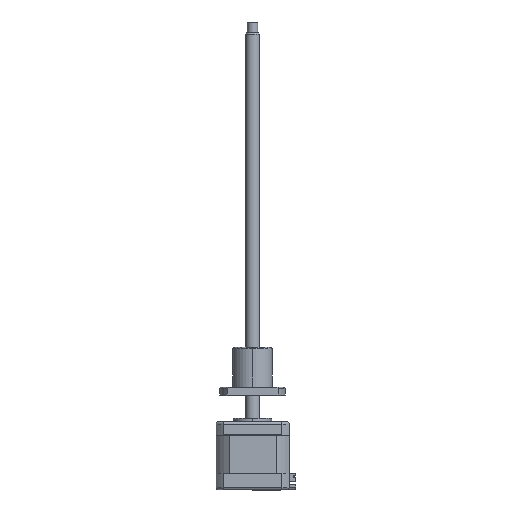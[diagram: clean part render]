
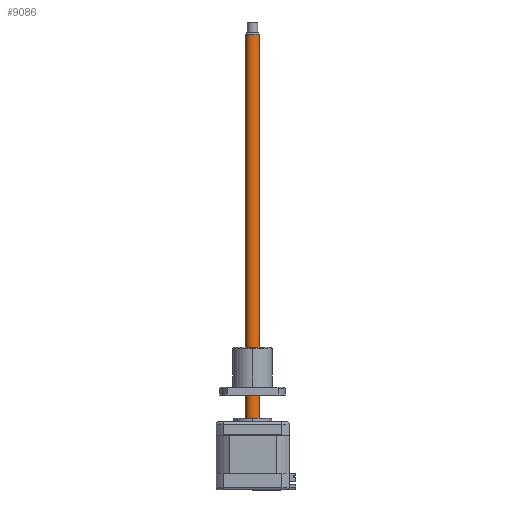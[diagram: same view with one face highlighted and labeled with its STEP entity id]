
A CAD part, top view. The second image highlights one B-rep face of the part: STEP entity #9086.
In plain terms, the highlighted cylindrical face has radius 4 mm (diameter 8 mm), a partial arc.
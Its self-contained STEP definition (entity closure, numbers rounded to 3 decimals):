
#259 = AXIS2_PLACEMENT_3D ( 'NONE', #11253, #5994, #753 ) ;
#482 = EDGE_CURVE ( 'NONE', #2806, #2537, #8537, .T. ) ;
#599 = AXIS2_PLACEMENT_3D ( 'NONE', #4192, #8507, #10327 ) ;
#753 = DIRECTION ( 'NONE',  ( 1., 0., 0. ) ) ;
#815 = CARTESIAN_POINT ( 'NONE',  ( -0.709, 242.843, 16.638 ) ) ;
#1529 = EDGE_LOOP ( 'NONE', ( #6054, #8181, #1878, #3763 ) ) ;
#1540 = CARTESIAN_POINT ( 'NONE',  ( -8.709, 242.843, 16.638 ) ) ;
#1722 = LINE ( 'NONE', #815, #11342 ) ;
#1878 = ORIENTED_EDGE ( 'NONE', *, *, #482, .T. ) ;
#2015 = AXIS2_PLACEMENT_3D ( 'NONE', #8657, #3435, #9562 ) ;
#2537 = VERTEX_POINT ( 'NONE', #7799 ) ;
#2806 = VERTEX_POINT ( 'NONE', #3876 ) ;
#3435 = DIRECTION ( 'NONE',  ( 0., -1., 0. ) ) ;
#3482 = CARTESIAN_POINT ( 'NONE',  ( -0.709, 241.843, 16.638 ) ) ;
#3698 = CYLINDRICAL_SURFACE ( 'NONE', #599, 4. ) ;
#3763 = ORIENTED_EDGE ( 'NONE', *, *, #8274, .F. ) ;
#3876 = CARTESIAN_POINT ( 'NONE',  ( -8.709, 241.843, 16.638 ) ) ;
#4192 = CARTESIAN_POINT ( 'NONE',  ( -4.709, 242.843, 16.638 ) ) ;
#4401 = CIRCLE ( 'NONE', #2015, 4. ) ;
#5782 = VERTEX_POINT ( 'NONE', #3482 ) ;
#5946 = VECTOR ( 'NONE', #6734, 1000. ) ;
#5994 = DIRECTION ( 'NONE',  ( 0., -1., 0. ) ) ;
#6054 = ORIENTED_EDGE ( 'NONE', *, *, #10587, .F. ) ;
#6734 = DIRECTION ( 'NONE',  ( 0., -1., 0. ) ) ;
#6920 = DIRECTION ( 'NONE',  ( 0., -1., 0. ) ) ;
#7799 = CARTESIAN_POINT ( 'NONE',  ( -8.709, 17.843, 16.638 ) ) ;
#8181 = ORIENTED_EDGE ( 'NONE', *, *, #8231, .T. ) ;
#8231 = EDGE_CURVE ( 'NONE', #5782, #2806, #9344, .T. ) ;
#8274 = EDGE_CURVE ( 'NONE', #9355, #2537, #4401, .T. ) ;
#8342 = FACE_OUTER_BOUND ( 'NONE', #1529, .T. ) ;
#8507 = DIRECTION ( 'NONE',  ( 0., -1., 0. ) ) ;
#8537 = LINE ( 'NONE', #1540, #5946 ) ;
#8657 = CARTESIAN_POINT ( 'NONE',  ( -4.709, 17.843, 16.638 ) ) ;
#9086 = ADVANCED_FACE ( 'NONE', ( #8342 ), #3698, .T. ) ;
#9344 = CIRCLE ( 'NONE', #259, 4. ) ;
#9355 = VERTEX_POINT ( 'NONE', #9819 ) ;
#9562 = DIRECTION ( 'NONE',  ( -1., 0., 0. ) ) ;
#9819 = CARTESIAN_POINT ( 'NONE',  ( -0.709, 17.843, 16.638 ) ) ;
#10327 = DIRECTION ( 'NONE',  ( -1., 0., 0. ) ) ;
#10587 = EDGE_CURVE ( 'NONE', #5782, #9355, #1722, .T. ) ;
#11253 = CARTESIAN_POINT ( 'NONE',  ( -4.709, 241.843, 16.638 ) ) ;
#11342 = VECTOR ( 'NONE', #6920, 1000. ) ;
